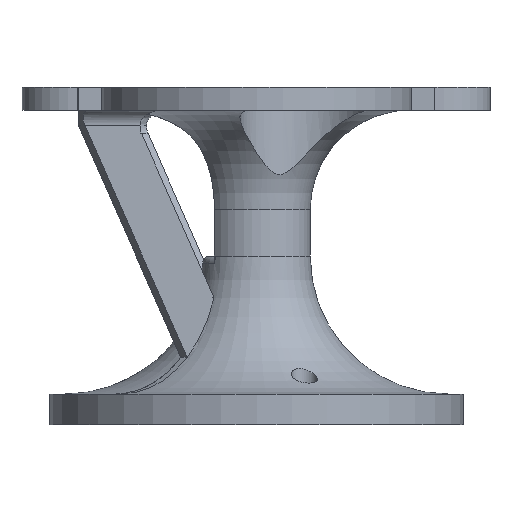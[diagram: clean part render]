
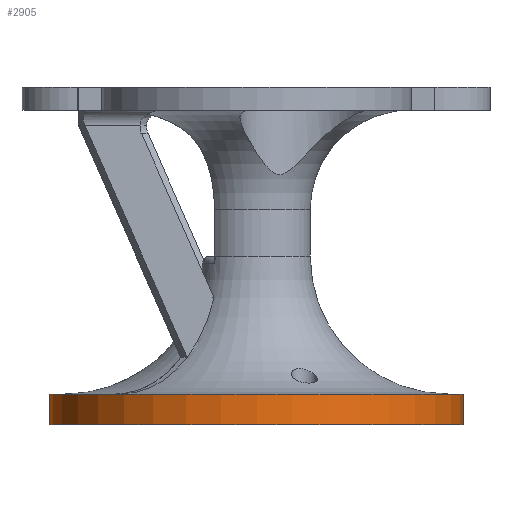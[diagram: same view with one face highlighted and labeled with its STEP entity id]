
A CAD part, front view. The second image highlights one B-rep face of the part: STEP entity #2905.
In plain terms, the highlighted cylindrical face has radius 26.93 mm (diameter 53.859 mm), a partial arc.
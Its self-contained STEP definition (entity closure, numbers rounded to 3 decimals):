
#19 = CIRCLE ( 'NONE', #3870, 26.929 ) ;
#141 = DIRECTION ( 'NONE',  ( -1., 0., 0. ) ) ;
#330 = EDGE_CURVE ( 'NONE', #1472, #2592, #3037, .T. ) ;
#554 = EDGE_CURVE ( 'NONE', #3717, #1472, #1815, .T. ) ;
#588 = CARTESIAN_POINT ( 'NONE',  ( 37.059, -5.367, -38.699 ) ) ;
#624 = CARTESIAN_POINT ( 'NONE',  ( 10.129, -5.367, -38.699 ) ) ;
#627 = ORIENTED_EDGE ( 'NONE', *, *, #2603, .F. ) ;
#667 = CYLINDRICAL_SURFACE ( 'NONE', #1192, 26.929 ) ;
#1097 = EDGE_CURVE ( 'NONE', #2229, #2592, #3398, .T. ) ;
#1142 = DIRECTION ( 'NONE',  ( 0., 0., 1. ) ) ;
#1192 = AXIS2_PLACEMENT_3D ( 'NONE', #1614, #4033, #2871 ) ;
#1270 = AXIS2_PLACEMENT_3D ( 'NONE', #3306, #1142, #141 ) ;
#1472 = VERTEX_POINT ( 'NONE', #2396 ) ;
#1485 = ORIENTED_EDGE ( 'NONE', *, *, #554, .T. ) ;
#1574 = DIRECTION ( 'NONE',  ( -1., 0., 0. ) ) ;
#1605 = DIRECTION ( 'NONE',  ( 0., 0., -1. ) ) ;
#1614 = CARTESIAN_POINT ( 'NONE',  ( 10.129, -5.367, -38.699 ) ) ;
#1658 = VECTOR ( 'NONE', #3114, 1000. ) ;
#1815 = LINE ( 'NONE', #2156, #1658 ) ;
#2155 = ORIENTED_EDGE ( 'NONE', *, *, #1097, .F. ) ;
#2156 = CARTESIAN_POINT ( 'NONE',  ( -16.8, -5.367, -38.699 ) ) ;
#2229 = VERTEX_POINT ( 'NONE', #3205 ) ;
#2396 = CARTESIAN_POINT ( 'NONE',  ( -16.8, -5.367, -42.699 ) ) ;
#2542 = FACE_OUTER_BOUND ( 'NONE', #3795, .T. ) ;
#2592 = VERTEX_POINT ( 'NONE', #2877 ) ;
#2603 = EDGE_CURVE ( 'NONE', #3717, #2229, #19, .T. ) ;
#2855 = DIRECTION ( 'NONE',  ( 0., 0., 1. ) ) ;
#2871 = DIRECTION ( 'NONE',  ( 1., 0., 0. ) ) ;
#2872 = ORIENTED_EDGE ( 'NONE', *, *, #330, .T. ) ;
#2877 = CARTESIAN_POINT ( 'NONE',  ( 37.059, -5.367, -42.699 ) ) ;
#2905 = ADVANCED_FACE ( 'NONE', ( #2542 ), #667, .T. ) ;
#3037 = CIRCLE ( 'NONE', #1270, 26.929 ) ;
#3114 = DIRECTION ( 'NONE',  ( 0., 0., -1. ) ) ;
#3205 = CARTESIAN_POINT ( 'NONE',  ( 37.059, -5.367, -38.699 ) ) ;
#3306 = CARTESIAN_POINT ( 'NONE',  ( 10.129, -5.367, -42.699 ) ) ;
#3398 = LINE ( 'NONE', #588, #3605 ) ;
#3605 = VECTOR ( 'NONE', #1605, 1000. ) ;
#3717 = VERTEX_POINT ( 'NONE', #4052 ) ;
#3795 = EDGE_LOOP ( 'NONE', ( #627, #1485, #2872, #2155 ) ) ;
#3870 = AXIS2_PLACEMENT_3D ( 'NONE', #624, #2855, #1574 ) ;
#4033 = DIRECTION ( 'NONE',  ( 0., 0., -1. ) ) ;
#4052 = CARTESIAN_POINT ( 'NONE',  ( -16.8, -5.367, -38.699 ) ) ;
